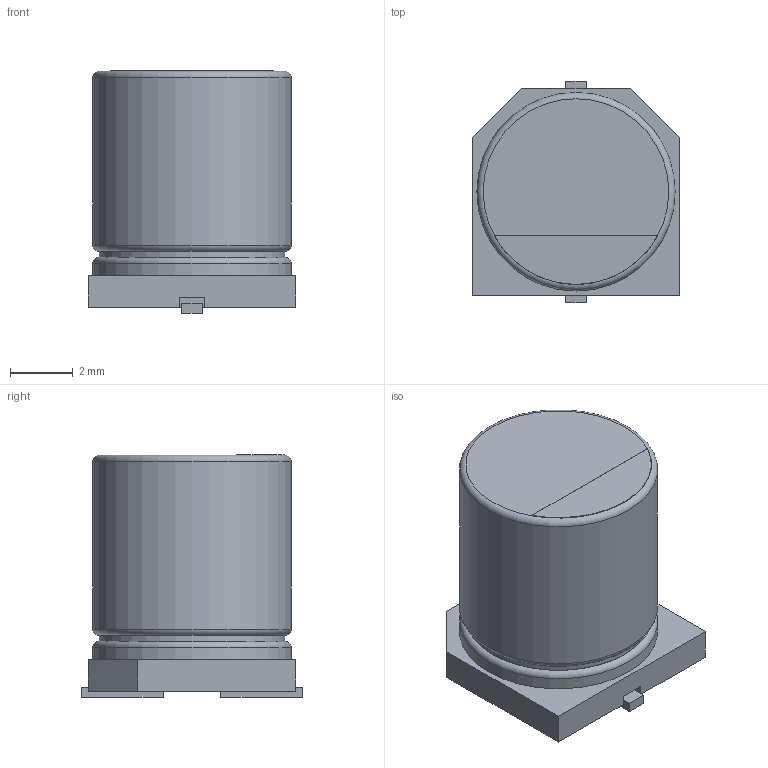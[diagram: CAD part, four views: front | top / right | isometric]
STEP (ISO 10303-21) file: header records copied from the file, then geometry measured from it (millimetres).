
FILE_DESCRIPTION(('FreeCAD Model'),'2;1');
FILE_NAME('capsmd6x7.step', '2015-02-03T14:05:47',('FreeCAD'),('FreeCAD'), 'Open CASCADE STEP processor 6.7','FreeCAD','Unknown');
FILE_SCHEMA(('AUTOMOTIVE_DESIGN_CC2 { 1 2 10303 214 -1 1 5 4 }'));
Length unit declared in the file: millimetre
Products named in the file (1): capsmd-6x7
Bounding box: 6.6 x 7.03 x 7.72 mm (x, y, z)
Volume: 242.5 mm3; surface area: 325.8 mm2
Topology: 5 solids, 5 shells, 42 faces, 87 edges, 57 vertices
Faces by surface type: plane 35, cylinder 4, torus 3
Full cylindrical faces by diameter (mm): 5.9 x1, 6.3 x2
Entity records: 2515 total; most frequent: CARTESIAN_POINT 379, DIRECTION 343, LINE 221, VECTOR 221, ORIENTED_EDGE 174, PCURVE 174, DEFINITIONAL_REPRESENTATION 174, EDGE_CURVE 87
